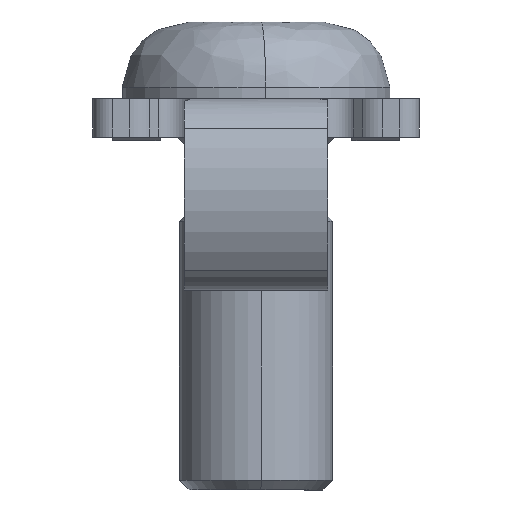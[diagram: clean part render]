
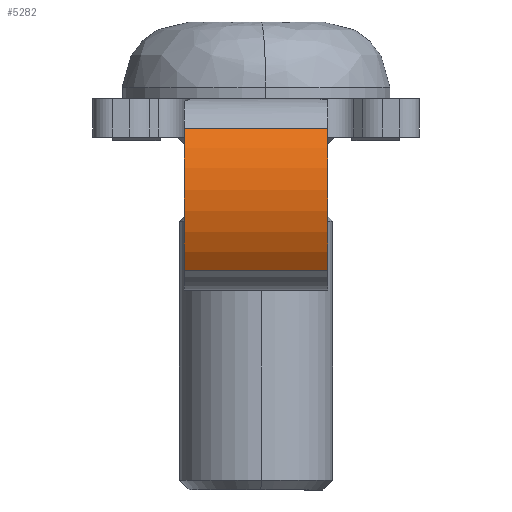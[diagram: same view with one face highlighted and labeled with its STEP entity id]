
A CAD part, left-side view. The second image highlights one B-rep face of the part: STEP entity #5282.
In plain terms, the highlighted cylindrical face has radius 6.5 mm (diameter 13 mm), a partial arc.
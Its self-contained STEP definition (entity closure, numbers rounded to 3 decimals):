
#22 = EDGE_CURVE ( 'NONE', #5974, #6403, #5080, .T. ) ;
#128 = EDGE_CURVE ( 'NONE', #408, #6403, #858, .T. ) ;
#146 = DIRECTION ( 'NONE',  ( 0., 0., 1. ) ) ;
#195 = ORIENTED_EDGE ( 'NONE', *, *, #22, .F. ) ;
#273 = EDGE_CURVE ( 'NONE', #593, #5974, #1082, .T. ) ;
#408 = VERTEX_POINT ( 'NONE', #5117 ) ;
#423 = CARTESIAN_POINT ( 'NONE',  ( -16.507, -3.75, 4.953 ) ) ;
#593 = VERTEX_POINT ( 'NONE', #7157 ) ;
#675 = DIRECTION ( 'NONE',  ( 0., -1., 0. ) ) ;
#858 = LINE ( 'NONE', #6517, #2932 ) ;
#1082 = LINE ( 'NONE', #423, #2364 ) ;
#1227 = DIRECTION ( 'NONE',  ( 0., -1., 0. ) ) ;
#1375 = AXIS2_PLACEMENT_3D ( 'NONE', #5034, #3252, #2717 ) ;
#2314 = CARTESIAN_POINT ( 'NONE',  ( -16.507, -3.75, 4.953 ) ) ;
#2347 = AXIS2_PLACEMENT_3D ( 'NONE', #5707, #675, #146 ) ;
#2364 = VECTOR ( 'NONE', #4960, 1000. ) ;
#2717 = DIRECTION ( 'NONE',  ( 0., 0., 1. ) ) ;
#2932 = VECTOR ( 'NONE', #7145, 1000. ) ;
#3252 = DIRECTION ( 'NONE',  ( 0., 1., 0. ) ) ;
#3474 = DIRECTION ( 'NONE',  ( 0., 0., 1. ) ) ;
#3652 = EDGE_CURVE ( 'NONE', #593, #408, #7080, .T. ) ;
#3816 = FACE_OUTER_BOUND ( 'NONE', #4655, .T. ) ;
#4655 = EDGE_LOOP ( 'NONE', ( #195, #5251, #4734, #5240 ) ) ;
#4734 = ORIENTED_EDGE ( 'NONE', *, *, #3652, .T. ) ;
#4960 = DIRECTION ( 'NONE',  ( 0., -1., 0. ) ) ;
#4964 = AXIS2_PLACEMENT_3D ( 'NONE', #5141, #1227, #3474 ) ;
#5034 = CARTESIAN_POINT ( 'NONE',  ( -11., -3.75, 1.5 ) ) ;
#5080 = CIRCLE ( 'NONE', #4964, 6.5 ) ;
#5117 = CARTESIAN_POINT ( 'NONE',  ( -16.152, 3.75, -2.463 ) ) ;
#5141 = CARTESIAN_POINT ( 'NONE',  ( -11., -3.75, 1.5 ) ) ;
#5240 = ORIENTED_EDGE ( 'NONE', *, *, #128, .T. ) ;
#5251 = ORIENTED_EDGE ( 'NONE', *, *, #273, .F. ) ;
#5282 = ADVANCED_FACE ( 'NONE', ( #3816 ), #5563, .T. ) ;
#5563 = CYLINDRICAL_SURFACE ( 'NONE', #1375, 6.5 ) ;
#5707 = CARTESIAN_POINT ( 'NONE',  ( -11., 3.75, 1.5 ) ) ;
#5974 = VERTEX_POINT ( 'NONE', #2314 ) ;
#6403 = VERTEX_POINT ( 'NONE', #6636 ) ;
#6517 = CARTESIAN_POINT ( 'NONE',  ( -16.152, -3.75, -2.463 ) ) ;
#6636 = CARTESIAN_POINT ( 'NONE',  ( -16.152, -3.75, -2.463 ) ) ;
#7080 = CIRCLE ( 'NONE', #2347, 6.5 ) ;
#7145 = DIRECTION ( 'NONE',  ( 0., -1., 0. ) ) ;
#7157 = CARTESIAN_POINT ( 'NONE',  ( -16.507, 3.75, 4.953 ) ) ;
